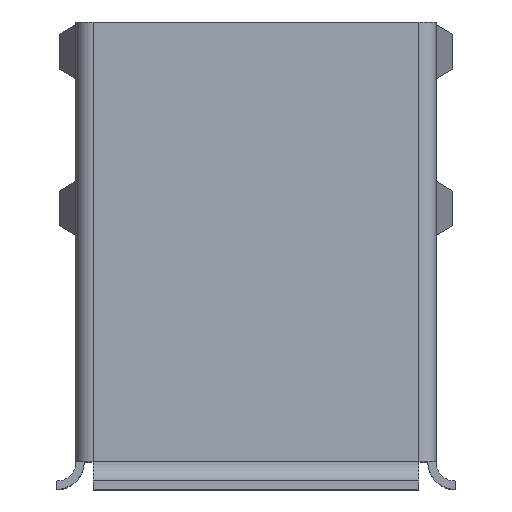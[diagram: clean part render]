
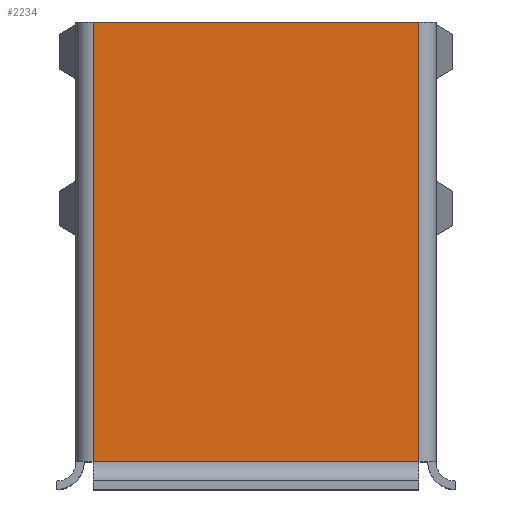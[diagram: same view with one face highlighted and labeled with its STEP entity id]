
A CAD part, top view. The second image highlights one B-rep face of the part: STEP entity #2234.
In plain terms, the highlighted planar face has unit normal (0, 0, 1).
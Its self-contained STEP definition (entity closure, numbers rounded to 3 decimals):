
#269=DIRECTION('',(0.,1.,0.));
#270=VECTOR('',#269,16.);
#271=CARTESIAN_POINT('',(25.411,12.189,24.778));
#272=LINE('',#271,#270);
#277=DIRECTION('',(-1.,0.,0.));
#278=VECTOR('',#277,11.86);
#279=CARTESIAN_POINT('',(37.271,28.189,24.778));
#280=LINE('',#279,#278);
#285=DIRECTION('',(0.,-1.,0.));
#286=VECTOR('',#285,16.);
#287=CARTESIAN_POINT('',(37.271,28.189,24.778));
#288=LINE('',#287,#286);
#775=DIRECTION('',(-1.,0.,0.));
#776=VECTOR('',#775,11.86);
#777=CARTESIAN_POINT('',(37.271,12.189,24.778));
#778=LINE('',#777,#776);
#1625=CARTESIAN_POINT('',(25.411,12.189,24.778));
#1626=VERTEX_POINT('',#1625);
#1633=CARTESIAN_POINT('',(37.271,28.189,24.778));
#1635=VERTEX_POINT('',#1633);
#1650=CARTESIAN_POINT('',(37.271,12.189,24.778));
#1652=VERTEX_POINT('',#1650);
#1685=CARTESIAN_POINT('',(25.411,28.189,24.778));
#1686=VERTEX_POINT('',#1685);
#2221=CARTESIAN_POINT('',(37.271,10.889,24.778));
#2222=DIRECTION('',(0.,0.,1.));
#2223=DIRECTION('',(0.,-1.,0.));
#2224=AXIS2_PLACEMENT_3D('',#2221,#2222,#2223);
#2225=PLANE('',#2224);
#2226=ORIENTED_EDGE('',*,*,#2183,.F.);
#2228=ORIENTED_EDGE('',*,*,#2227,.T.);
#2230=ORIENTED_EDGE('',*,*,#2229,.T.);
#2231=ORIENTED_EDGE('',*,*,#2210,.T.);
#2232=EDGE_LOOP('',(#2226,#2228,#2230,#2231));
#2233=FACE_OUTER_BOUND('',#2232,.F.);
#2234=ADVANCED_FACE('',(#2233),#2225,.T.);
#2183=EDGE_CURVE('',#1635,#1686,#280,.T.);
#2210=EDGE_CURVE('',#1626,#1686,#272,.T.);
#2227=EDGE_CURVE('',#1635,#1652,#288,.T.);
#2229=EDGE_CURVE('',#1652,#1626,#778,.T.);
